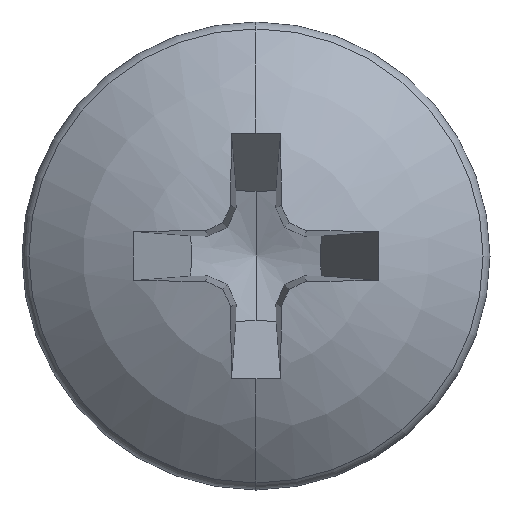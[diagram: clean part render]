
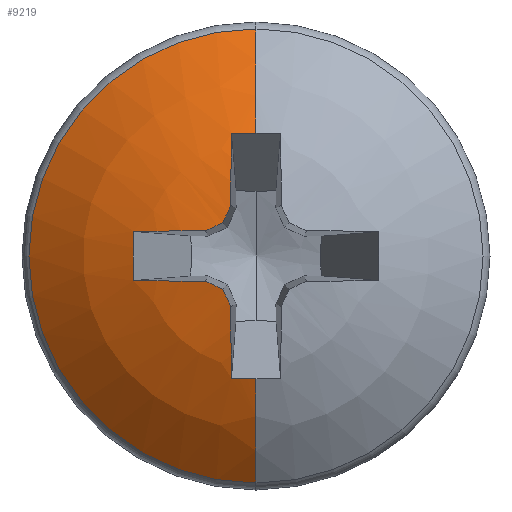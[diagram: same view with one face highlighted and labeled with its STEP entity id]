
A CAD part, left-side view. The second image highlights one B-rep face of the part: STEP entity #9219.
In plain terms, the highlighted spherical face has radius 3.991 mm.
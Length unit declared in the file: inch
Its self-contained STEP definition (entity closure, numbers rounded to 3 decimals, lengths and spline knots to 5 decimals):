
#4395=CARTESIAN_POINT('',(0.08235,0.,0.00566));
#4396=DIRECTION('',(0.04,0.,0.999));
#4397=DIRECTION('',(-0.93,0.365,0.037));
#4398=AXIS2_PLACEMENT_3D('',#4395,#4396,#4397);
#4400=CARTESIAN_POINT('',(0.07439,-0.01481,0.));
#4401=DIRECTION('',(0.463,0.886,0.));
#4402=DIRECTION('',(-0.886,0.463,0.));
#4403=AXIS2_PLACEMENT_3D('',#4400,#4401,#4402);
#4405=CARTESIAN_POINT('',(-0.03362,0.,0.));
#4406=DIRECTION('',(1.,0.,0.));
#4407=DIRECTION('',(0.,1.,0.));
#4408=AXIS2_PLACEMENT_3D('',#4405,#4406,#4407);
#4410=CARTESIAN_POINT('',(0.07439,0.01481,0.));
#4411=DIRECTION('',(0.463,-0.886,0.));
#4412=DIRECTION('',(-0.884,-0.462,0.074));
#4413=AXIS2_PLACEMENT_3D('',#4410,#4411,#4412);
#4415=CARTESIAN_POINT('',(0.08235,0.,0.00566));
#4416=DIRECTION('',(0.04,0.,0.999));
#4417=DIRECTION('',(-0.988,-0.151,0.039));
#4418=AXIS2_PLACEMENT_3D('',#4415,#4416,#4417);
#4420=CARTESIAN_POINT('',(0.08272,-0.00556,
0.01248));
#4421=DIRECTION('',(0.044,-0.406,0.913));
#4422=DIRECTION('',(-0.998,-0.064,0.019));
#4423=AXIS2_PLACEMENT_3D('',#4420,#4421,#4422);
#4425=CARTESIAN_POINT('',(0.08272,-0.01248,
0.00556));
#4426=DIRECTION('',(0.044,-0.913,0.406));
#4427=DIRECTION('',(-0.993,0.004,0.116));
#4428=AXIS2_PLACEMENT_3D('',#4425,#4426,#4427);
#4430=CARTESIAN_POINT('',(0.08235,-0.00566,0.));
#4431=DIRECTION('',(0.04,-0.999,0.));
#4432=DIRECTION('',(-0.93,-0.037,0.365));
#4433=AXIS2_PLACEMENT_3D('',#4430,#4431,#4432);
#4435=CARTESIAN_POINT('',(0.07439,0.,-0.01481));
#4436=DIRECTION('',(0.463,0.,0.886));
#4437=DIRECTION('',(-0.884,0.074,0.462));
#4438=AXIS2_PLACEMENT_3D('',#4435,#4436,#4437);
#4440=CARTESIAN_POINT('',(0.08235,0.00566,0.));
#4441=DIRECTION('',(0.04,0.999,0.));
#4442=DIRECTION('',(-0.988,0.039,0.151));
#4443=AXIS2_PLACEMENT_3D('',#4440,#4441,#4442);
#4445=CARTESIAN_POINT('',(0.08272,0.01248,
0.00556));
#4446=DIRECTION('',(0.044,0.913,0.406));
#4447=DIRECTION('',(-0.998,0.019,0.064));
#4448=AXIS2_PLACEMENT_3D('',#4445,#4446,#4447);
#4450=CARTESIAN_POINT('',(0.08272,0.00556,
0.01248));
#4451=DIRECTION('',(0.044,0.406,0.913));
#4452=DIRECTION('',(-0.993,0.116,-0.004));
#4453=AXIS2_PLACEMENT_3D('',#4450,#4451,#4452);
#4664=CARTESIAN_POINT('',(0.08212,0.,0.));
#4665=DIRECTION('',(0.,0.,-1.));
#4666=DIRECTION('',(-0.737,-0.676,0.));
#4667=AXIS2_PLACEMENT_3D('',#4664,#4665,#4666);
#4674=CARTESIAN_POINT('',(0.08212,0.,0.));
#4675=DIRECTION('',(0.,0.,1.));
#4676=DIRECTION('',(-0.737,0.676,0.));
#4677=AXIS2_PLACEMENT_3D('',#4674,#4675,#4676);
#5401=CARTESIAN_POINT('',(-0.03362,0.10626,0.));
#5402=VERTEX_POINT('',#5401);
#5407=CARTESIAN_POINT('',(-0.03362,-0.10626,0.));
#5408=VERTEX_POINT('',#5407);
#5409=CARTESIAN_POINT('',(-0.06373,0.0573,
0.01149));
#5410=CARTESIAN_POINT('',(-0.07275,0.02367,
0.01185));
#5411=VERTEX_POINT('',#5409);
#5412=VERTEX_POINT('',#5410);
#5413=CARTESIAN_POINT('',(-0.07346,0.01551,
0.01551));
#5414=VERTEX_POINT('',#5413);
#5415=CARTESIAN_POINT('',(-0.07275,0.01185,
0.02367));
#5416=VERTEX_POINT('',#5415);
#5417=CARTESIAN_POINT('',(-0.06373,0.01149,
0.0573));
#5418=VERTEX_POINT('',#5417);
#5419=CARTESIAN_POINT('',(-0.06373,-0.01149,
0.0573));
#5420=CARTESIAN_POINT('',(-0.07275,-0.01185,
0.02367));
#5421=VERTEX_POINT('',#5419);
#5422=VERTEX_POINT('',#5420);
#5423=CARTESIAN_POINT('',(-0.07346,-0.01551,
0.01551));
#5424=VERTEX_POINT('',#5423);
#5425=CARTESIAN_POINT('',(-0.07275,-0.02367,
0.01185));
#5426=VERTEX_POINT('',#5425);
#5427=CARTESIAN_POINT('',(-0.06373,-0.0573,
0.01149));
#5428=VERTEX_POINT('',#5427);
#5449=CARTESIAN_POINT('',(-0.0641,0.0575,0.));
#5450=VERTEX_POINT('',#5449);
#5451=CARTESIAN_POINT('',(-0.0641,-0.0575,0.));
#5452=VERTEX_POINT('',#5451);
#9185=CARTESIAN_POINT('',(0.08212,0.,0.));
#9186=DIRECTION('',(1.,0.,0.));
#9187=DIRECTION('',(0.,-1.,0.));
#9188=AXIS2_PLACEMENT_3D('',#9185,#9186,#9187);
#9189=SPHERICAL_SURFACE('',#9188,0.15712);
#9191=ORIENTED_EDGE('',*,*,#9190,.F.);
#9193=ORIENTED_EDGE('',*,*,#9192,.F.);
#9195=ORIENTED_EDGE('',*,*,#9194,.F.);
#9196=ORIENTED_EDGE('',*,*,#9180,.T.);
#9198=ORIENTED_EDGE('',*,*,#9197,.T.);
#9200=ORIENTED_EDGE('',*,*,#9199,.F.);
#9202=ORIENTED_EDGE('',*,*,#9201,.F.);
#9204=ORIENTED_EDGE('',*,*,#9203,.F.);
#9206=ORIENTED_EDGE('',*,*,#9205,.F.);
#9208=ORIENTED_EDGE('',*,*,#9207,.F.);
#9210=ORIENTED_EDGE('',*,*,#9209,.F.);
#9212=ORIENTED_EDGE('',*,*,#9211,.F.);
#9214=ORIENTED_EDGE('',*,*,#9213,.F.);
#9216=ORIENTED_EDGE('',*,*,#9215,.F.);
#9217=EDGE_LOOP('',(#9191,#9193,#9195,#9196,#9198,#9200,#9202,#9204,#9206,#9208,
#9210,#9212,#9214,#9216));
#9218=FACE_OUTER_BOUND('',#9217,.F.);
#4399=CIRCLE('',#4398,0.15702);
#4404=CIRCLE('',#4403,0.15623);
#4409=CIRCLE('',#4408,0.10626);
#4414=CIRCLE('',#4413,0.15623);
#4419=CIRCLE('',#4418,0.15702);
#4424=CIRCLE('',#4423,0.15652);
#4429=CIRCLE('',#4428,0.15652);
#4434=CIRCLE('',#4433,0.15702);
#4439=CIRCLE('',#4438,0.15623);
#4444=CIRCLE('',#4443,0.15702);
#4449=CIRCLE('',#4448,0.15652);
#4454=CIRCLE('',#4453,0.15652);
#4668=CIRCLE('',#4667,0.15712);
#4678=CIRCLE('',#4677,0.15712);
#9180=EDGE_CURVE('',#5402,#5408,#4409,.T.);
#9190=EDGE_CURVE('',#5411,#5412,#4399,.T.);
#9192=EDGE_CURVE('',#5450,#5411,#4404,.T.);
#9194=EDGE_CURVE('',#5402,#5450,#4678,.T.);
#9197=EDGE_CURVE('',#5408,#5452,#4668,.T.);
#9199=EDGE_CURVE('',#5428,#5452,#4414,.T.);
#9201=EDGE_CURVE('',#5426,#5428,#4419,.T.);
#9203=EDGE_CURVE('',#5424,#5426,#4424,.T.);
#9205=EDGE_CURVE('',#5422,#5424,#4429,.T.);
#9207=EDGE_CURVE('',#5421,#5422,#4434,.T.);
#9209=EDGE_CURVE('',#5418,#5421,#4439,.T.);
#9211=EDGE_CURVE('',#5416,#5418,#4444,.T.);
#9213=EDGE_CURVE('',#5414,#5416,#4449,.T.);
#9215=EDGE_CURVE('',#5412,#5414,#4454,.T.);
#9219=ADVANCED_FACE('',(#9218),#9189,.T.);
